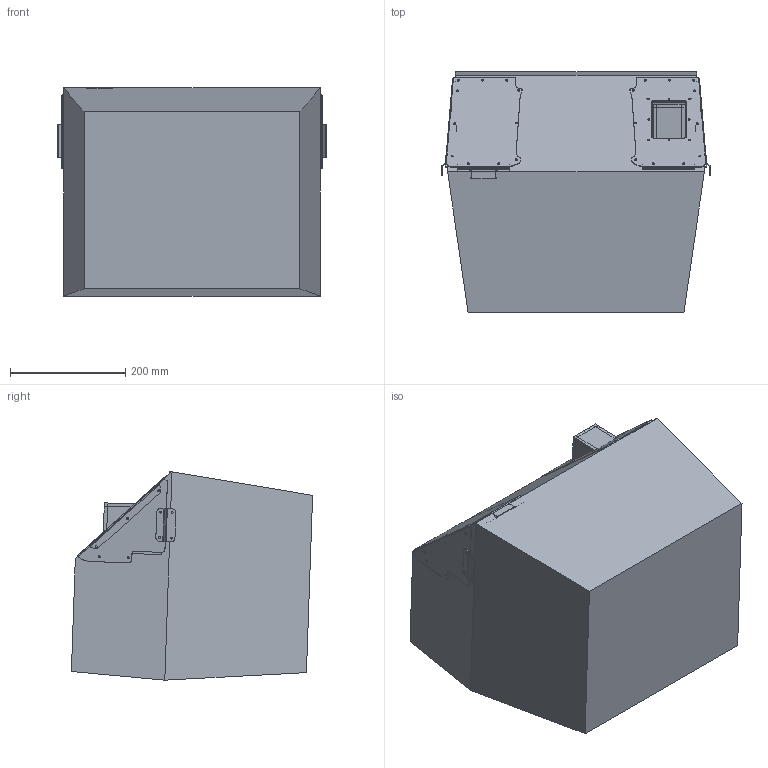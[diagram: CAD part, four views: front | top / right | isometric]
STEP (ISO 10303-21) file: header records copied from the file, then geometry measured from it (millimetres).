
FILE_DESCRIPTION(/* description */ (''),/* implementation_level */ '2;1');
FILE_NAME(/* name */ 'RC ASSY.stp',/* time_stamp */ '2024-05-04T08:05:17-04:00',/* author */ ('arnoldj'),/* organization */ (''),/* preprocessor_version */ 'ST-DEVELOPER v19.2',/* originating_system */ 'Autodesk Inventor 2023',/* authorisation */ '');
FILE_SCHEMA (('AUTOMOTIVE_DESIGN { 1 0 10303 214 3 1 1 }'));
Length unit declared in the file: inch
Products named in the file (22): RC ASSY; J009837; J009859; J009600; J009838; J008644; J008644_1; J008640; J008642; J008641; J008639; J008643; RAT CAGE; J009835; J009836; RAT CAGE BOTTLE; RAT CAGE FLAP ASSEMBLY; RAT CAGE FLAP COVER; RAT CAGE FLAP ROD; RAT CAGE FLAP SPRING; RAT CAGE FLAP; J010308
Assembly tree (26 placements, depth 3):
  RC ASSY
    J009600  x2
    J009837
    J009859
    J009838  x2
    J008644
      J008644_1
      J008639  x2
      J008640
      J008642
      J008641
      J008643
    RAT CAGE
    J009835  x2
    J009836  x2
    RAT CAGE BOTTLE
    RAT CAGE FLAP ASSEMBLY
      RAT CAGE FLAP COVER
      RAT CAGE FLAP ROD
      RAT CAGE FLAP SPRING
      RAT CAGE FLAP
    J010308
Bounding box: 465.95 x 418.85 x 361.73 mm (x, y, z)
Volume: 2694142.1 mm3; surface area: 1985060.5 mm2
Topology: 38 solids, 40 shells, 840 faces, 2011 edges, 1274 vertices
Faces by surface type: plane 474, cylinder 320, bspline 24, sphere 8, cone 7, torus 7
Full cylindrical faces by diameter (mm): 0.508 x7, 2.515 x2, 2.54 x2, 2.997 x3, 3.124 x2, 3.251 x36, 3.302 x2, 3.454 x44, 8.001 x3, 8.382 x1, 45.212 x1, 46.228 x1, 49.657 x1
Entity records: 24211 total; most frequent: CARTESIAN_POINT 6132, DIRECTION 3712, ORIENTED_EDGE 3398, EDGE_CURVE 1699, AXIS2_PLACEMENT_3D 1307, LINE 1098, VECTOR 1098, VERTEX_POINT 1058
